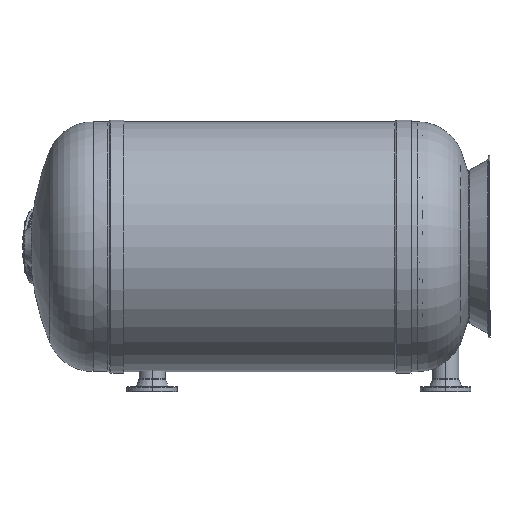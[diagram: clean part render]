
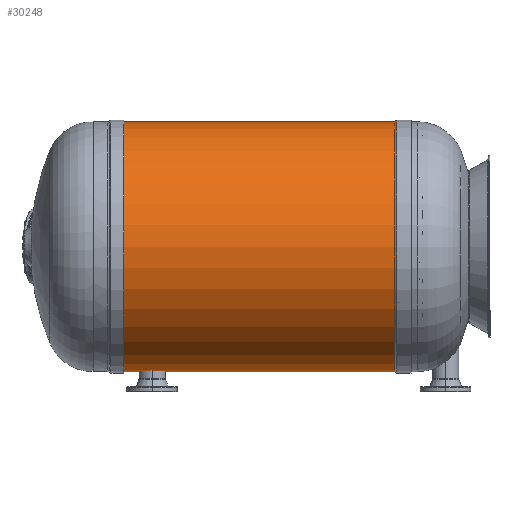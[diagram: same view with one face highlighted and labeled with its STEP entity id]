
A CAD part, left-side view. The second image highlights one B-rep face of the part: STEP entity #30248.
In plain terms, the highlighted cylindrical face has radius 617.5 mm (diameter 1235 mm), a partial arc.
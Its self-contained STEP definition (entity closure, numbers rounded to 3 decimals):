
#20 = LINE ( 'NONE', #4635, #929 ) ;
#250 = FACE_OUTER_BOUND ( 'NONE', #55854, .T. ) ;
#929 = VECTOR ( 'NONE', #40873, 1000. ) ;
#970 = VERTEX_POINT ( 'NONE', #20422 ) ;
#4635 = CARTESIAN_POINT ( 'NONE',  ( 449.999, 397.161, -1067.5 ) ) ;
#7793 = CIRCLE ( 'NONE', #43776, 617.5 ) ;
#10607 = ORIENTED_EDGE ( 'NONE', *, *, #58893, .T. ) ;
#12044 = VERTEX_POINT ( 'NONE', #16513 ) ;
#13767 = AXIS2_PLACEMENT_3D ( 'NONE', #41099, #17968, #20089 ) ;
#14167 = CARTESIAN_POINT ( 'NONE',  ( 449.999, -1061.919, -450. ) ) ;
#14761 = DIRECTION ( 'NONE',  ( 0., 1., 0. ) ) ;
#16465 = EDGE_CURVE ( 'NONE', #970, #12044, #20, .T. ) ;
#16513 = CARTESIAN_POINT ( 'NONE',  ( 449.999, 317.376, -1067.5 ) ) ;
#16976 = CARTESIAN_POINT ( 'NONE',  ( 449.999, 317.376, 167.5 ) ) ;
#17968 = DIRECTION ( 'NONE',  ( 0., 1., 0. ) ) ;
#18070 = VECTOR ( 'NONE', #41505, 1000. ) ;
#20089 = DIRECTION ( 'NONE',  ( 0., 0., 1. ) ) ;
#20422 = CARTESIAN_POINT ( 'NONE',  ( 449.999, -1061.919, -1067.5 ) ) ;
#27594 = LINE ( 'NONE', #46081, #18070 ) ;
#29800 = CARTESIAN_POINT ( 'NONE',  ( 449.999, -1061.919, 167.5 ) ) ;
#30248 = ADVANCED_FACE ( 'NONE', ( #250 ), #36265, .T. ) ;
#33597 = ORIENTED_EDGE ( 'NONE', *, *, #16465, .F. ) ;
#36265 = CYLINDRICAL_SURFACE ( 'NONE', #13767, 617.5 ) ;
#36427 = ORIENTED_EDGE ( 'NONE', *, *, #52821, .F. ) ;
#39323 = DIRECTION ( 'NONE',  ( 0., 1., 0. ) ) ;
#40351 = EDGE_CURVE ( 'NONE', #970, #59498, #47630, .T. ) ;
#40873 = DIRECTION ( 'NONE',  ( 0., 1., 0. ) ) ;
#41099 = CARTESIAN_POINT ( 'NONE',  ( 449.999, 397.161, -450. ) ) ;
#41505 = DIRECTION ( 'NONE',  ( 0., 1., 0. ) ) ;
#42250 = VERTEX_POINT ( 'NONE', #16976 ) ;
#43776 = AXIS2_PLACEMENT_3D ( 'NONE', #53559, #39323, #58424 ) ;
#46081 = CARTESIAN_POINT ( 'NONE',  ( 449.999, 397.161, 167.5 ) ) ;
#47630 = CIRCLE ( 'NONE', #48632, 617.5 ) ;
#48632 = AXIS2_PLACEMENT_3D ( 'NONE', #14167, #14761, #56409 ) ;
#52304 = ORIENTED_EDGE ( 'NONE', *, *, #40351, .T. ) ;
#52821 = EDGE_CURVE ( 'NONE', #12044, #42250, #7793, .T. ) ;
#53559 = CARTESIAN_POINT ( 'NONE',  ( 449.999, 317.376, -450. ) ) ;
#55854 = EDGE_LOOP ( 'NONE', ( #33597, #52304, #10607, #36427 ) ) ;
#56409 = DIRECTION ( 'NONE',  ( 0., 0., 1. ) ) ;
#58424 = DIRECTION ( 'NONE',  ( 0., 0., 1. ) ) ;
#58893 = EDGE_CURVE ( 'NONE', #59498, #42250, #27594, .T. ) ;
#59498 = VERTEX_POINT ( 'NONE', #29800 ) ;
